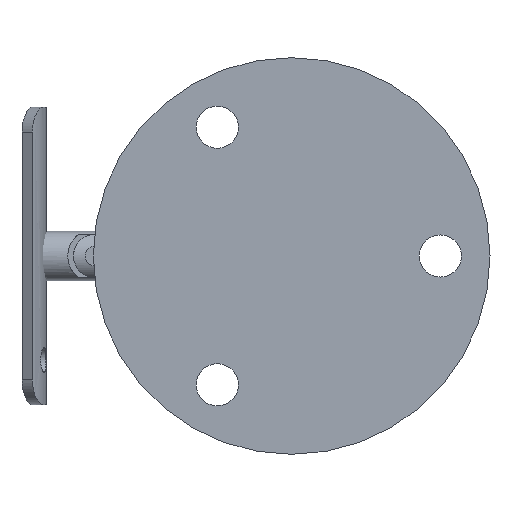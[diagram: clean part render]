
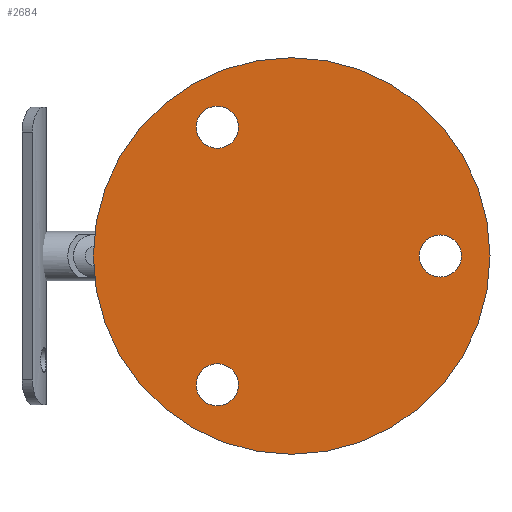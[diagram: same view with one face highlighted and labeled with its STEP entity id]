
A CAD part, left-side view. The second image highlights one B-rep face of the part: STEP entity #2684.
In plain terms, the highlighted planar face has unit normal (-1, 0, 0).
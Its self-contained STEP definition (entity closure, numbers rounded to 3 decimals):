
#29 = VERTEX_POINT ( 'NONE', #82 ) ;
#31 = DIRECTION ( 'NONE',  ( 0., 0., -1. ) ) ;
#40 = CIRCLE ( 'NONE', #384, 4.25 ) ;
#71 = ORIENTED_EDGE ( 'NONE', *, *, #2580, .T. ) ;
#82 = CARTESIAN_POINT ( 'NONE',  ( 0., 15., 30.231 ) ) ;
#120 = DIRECTION ( 'NONE',  ( 1., 0., 0. ) ) ;
#137 = CARTESIAN_POINT ( 'NONE',  ( 0., 0., 0. ) ) ;
#149 = CARTESIAN_POINT ( 'NONE',  ( 0., -30., -4.25 ) ) ;
#182 = DIRECTION ( 'NONE',  ( 0., 0., -1. ) ) ;
#216 = VERTEX_POINT ( 'NONE', #1964 ) ;
#217 = EDGE_CURVE ( 'NONE', #1559, #216, #380, .T. ) ;
#236 = DIRECTION ( 'NONE',  ( 1., 0., 0. ) ) ;
#289 = DIRECTION ( 'NONE',  ( 0., 0., -1. ) ) ;
#308 = CARTESIAN_POINT ( 'NONE',  ( 0., 15., 25.981 ) ) ;
#319 = CARTESIAN_POINT ( 'NONE',  ( 0., 15., -30.231 ) ) ;
#330 = DIRECTION ( 'NONE',  ( 1., 0., 0. ) ) ;
#355 = CARTESIAN_POINT ( 'NONE',  ( 0., 0., 40. ) ) ;
#360 = VERTEX_POINT ( 'NONE', #2342 ) ;
#380 = CIRCLE ( 'NONE', #894, 4.25 ) ;
#384 = AXIS2_PLACEMENT_3D ( 'NONE', #1347, #2170, #1991 ) ;
#406 = CIRCLE ( 'NONE', #545, 40. ) ;
#447 = EDGE_CURVE ( 'NONE', #29, #360, #2334, .T. ) ;
#465 = FACE_BOUND ( 'NONE', #847, .T. ) ;
#545 = AXIS2_PLACEMENT_3D ( 'NONE', #2103, #2547, #879 ) ;
#671 = ORIENTED_EDGE ( 'NONE', *, *, #1467, .T. ) ;
#768 = DIRECTION ( 'NONE',  ( 0., 0., -1. ) ) ;
#817 = VERTEX_POINT ( 'NONE', #355 ) ;
#841 = CIRCLE ( 'NONE', #1317, 40. ) ;
#847 = EDGE_LOOP ( 'NONE', ( #71, #1310 ) ) ;
#858 = EDGE_CURVE ( 'NONE', #216, #1559, #40, .T. ) ;
#879 = DIRECTION ( 'NONE',  ( 0., 0., -1. ) ) ;
#891 = EDGE_CURVE ( 'NONE', #817, #1142, #841, .T. ) ;
#894 = AXIS2_PLACEMENT_3D ( 'NONE', #2199, #1598, #768 ) ;
#918 = ORIENTED_EDGE ( 'NONE', *, *, #217, .T. ) ;
#943 = DIRECTION ( 'NONE',  ( 0., 0., -1. ) ) ;
#962 = DIRECTION ( 'NONE',  ( 1., 0., 0. ) ) ;
#1053 = AXIS2_PLACEMENT_3D ( 'NONE', #2532, #236, #1891 ) ;
#1142 = VERTEX_POINT ( 'NONE', #1175 ) ;
#1174 = DIRECTION ( 'NONE',  ( 0., 0., -1. ) ) ;
#1175 = CARTESIAN_POINT ( 'NONE',  ( 0., 0., -40. ) ) ;
#1310 = ORIENTED_EDGE ( 'NONE', *, *, #1590, .T. ) ;
#1317 = AXIS2_PLACEMENT_3D ( 'NONE', #137, #330, #943 ) ;
#1325 = CARTESIAN_POINT ( 'NONE',  ( 0., -30., 0. ) ) ;
#1347 = CARTESIAN_POINT ( 'NONE',  ( 0., 15., -25.981 ) ) ;
#1386 = EDGE_CURVE ( 'NONE', #1142, #817, #406, .T. ) ;
#1395 = CARTESIAN_POINT ( 'NONE',  ( 0., -30., 4.25 ) ) ;
#1467 = EDGE_CURVE ( 'NONE', #360, #29, #1581, .T. ) ;
#1473 = EDGE_LOOP ( 'NONE', ( #671, #1848 ) ) ;
#1478 = AXIS2_PLACEMENT_3D ( 'NONE', #2064, #2025, #182 ) ;
#1483 = ORIENTED_EDGE ( 'NONE', *, *, #858, .T. ) ;
#1487 = FACE_BOUND ( 'NONE', #1473, .T. ) ;
#1502 = PLANE ( 'NONE',  #1525 ) ;
#1525 = AXIS2_PLACEMENT_3D ( 'NONE', #2078, #2115, #31 ) ;
#1559 = VERTEX_POINT ( 'NONE', #319 ) ;
#1581 = CIRCLE ( 'NONE', #1053, 4.25 ) ;
#1590 = EDGE_CURVE ( 'NONE', #2498, #2048, #2186, .T. ) ;
#1598 = DIRECTION ( 'NONE',  ( 1., 0., 0. ) ) ;
#1618 = ORIENTED_EDGE ( 'NONE', *, *, #1386, .F. ) ;
#1697 = FACE_OUTER_BOUND ( 'NONE', #2564, .T. ) ;
#1848 = ORIENTED_EDGE ( 'NONE', *, *, #447, .T. ) ;
#1891 = DIRECTION ( 'NONE',  ( 0., 0., -1. ) ) ;
#1913 = EDGE_LOOP ( 'NONE', ( #918, #1483 ) ) ;
#1964 = CARTESIAN_POINT ( 'NONE',  ( 0., 15., -21.731 ) ) ;
#1991 = DIRECTION ( 'NONE',  ( 0., 0., -1. ) ) ;
#2025 = DIRECTION ( 'NONE',  ( 1., 0., 0. ) ) ;
#2048 = VERTEX_POINT ( 'NONE', #149 ) ;
#2064 = CARTESIAN_POINT ( 'NONE',  ( 0., -30., 0. ) ) ;
#2078 = CARTESIAN_POINT ( 'NONE',  ( 0., 0., 0. ) ) ;
#2080 = ORIENTED_EDGE ( 'NONE', *, *, #891, .F. ) ;
#2103 = CARTESIAN_POINT ( 'NONE',  ( 0., 0., 0. ) ) ;
#2112 = AXIS2_PLACEMENT_3D ( 'NONE', #308, #120, #1174 ) ;
#2115 = DIRECTION ( 'NONE',  ( 1., 0., 0. ) ) ;
#2170 = DIRECTION ( 'NONE',  ( 1., 0., 0. ) ) ;
#2186 = CIRCLE ( 'NONE', #2358, 4.25 ) ;
#2199 = CARTESIAN_POINT ( 'NONE',  ( 0., 15., -25.981 ) ) ;
#2309 = CIRCLE ( 'NONE', #1478, 4.25 ) ;
#2334 = CIRCLE ( 'NONE', #2112, 4.25 ) ;
#2342 = CARTESIAN_POINT ( 'NONE',  ( 0., 15., 21.731 ) ) ;
#2358 = AXIS2_PLACEMENT_3D ( 'NONE', #1325, #962, #289 ) ;
#2498 = VERTEX_POINT ( 'NONE', #1395 ) ;
#2532 = CARTESIAN_POINT ( 'NONE',  ( 0., 15., 25.981 ) ) ;
#2546 = FACE_BOUND ( 'NONE', #1913, .T. ) ;
#2547 = DIRECTION ( 'NONE',  ( 1., 0., 0. ) ) ;
#2564 = EDGE_LOOP ( 'NONE', ( #2080, #1618 ) ) ;
#2580 = EDGE_CURVE ( 'NONE', #2048, #2498, #2309, .T. ) ;
#2684 = ADVANCED_FACE ( 'NONE', ( #2546, #1487, #465, #1697 ), #1502, .F. ) ;
